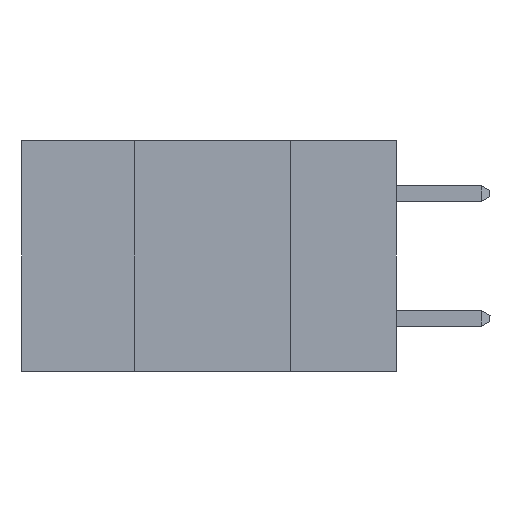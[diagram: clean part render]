
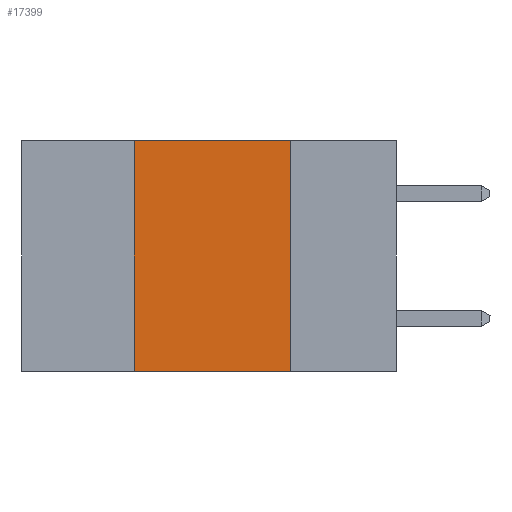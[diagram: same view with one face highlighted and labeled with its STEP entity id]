
A CAD part, left-side view. The second image highlights one B-rep face of the part: STEP entity #17399.
In plain terms, the highlighted planar face has unit normal (-1, 0, 0).
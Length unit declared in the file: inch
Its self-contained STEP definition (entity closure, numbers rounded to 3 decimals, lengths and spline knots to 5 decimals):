
#94 = CARTESIAN_POINT ( 'NONE',  ( 0., 0.42, -0.37 ) ) ;
#517 = DIRECTION ( 'NONE',  ( 0., -1., 0. ) ) ;
#949 = CARTESIAN_POINT ( 'NONE',  ( 0., 0.6, 0. ) ) ;
#1652 = DIRECTION ( 'NONE',  ( 0., 0., 1. ) ) ;
#2527 = VECTOR ( 'NONE', #13281, 39.37008 ) ;
#3073 = EDGE_CURVE ( 'NONE', #3749, #5982, #19100, .T. ) ;
#3749 = VERTEX_POINT ( 'NONE', #7503 ) ;
#4314 = EDGE_CURVE ( 'NONE', #5154, #3749, #22152, .T. ) ;
#4377 = VERTEX_POINT ( 'NONE', #94 ) ;
#5044 = ORIENTED_EDGE ( 'NONE', *, *, #9861, .T. ) ;
#5154 = VERTEX_POINT ( 'NONE', #11063 ) ;
#5982 = VERTEX_POINT ( 'NONE', #11287 ) ;
#6535 = CARTESIAN_POINT ( 'NONE',  ( 0., 0.6, 0. ) ) ;
#6628 = VECTOR ( 'NONE', #1652, 39.37008 ) ;
#7503 = CARTESIAN_POINT ( 'NONE',  ( 0., 0.17, 0. ) ) ;
#9230 = CARTESIAN_POINT ( 'NONE',  ( 0., 0.6, -0.37 ) ) ;
#9861 = EDGE_CURVE ( 'NONE', #4377, #5982, #23175, .T. ) ;
#10202 = ORIENTED_EDGE ( 'NONE', *, *, #4314, .F. ) ;
#10571 = PLANE ( 'NONE',  #19304 ) ;
#11063 = CARTESIAN_POINT ( 'NONE',  ( 0., 0.42, 0. ) ) ;
#11153 = EDGE_LOOP ( 'NONE', ( #18900, #10202, #22211, #5044 ) ) ;
#11287 = CARTESIAN_POINT ( 'NONE',  ( 0., 0.17, -0.37 ) ) ;
#11594 = VECTOR ( 'NONE', #517, 39.37008 ) ;
#12591 = DIRECTION ( 'NONE',  ( 0., 0., -1. ) ) ;
#12594 = LINE ( 'NONE', #15715, #6628 ) ;
#13281 = DIRECTION ( 'NONE',  ( 0., -1., 0. ) ) ;
#14950 = DIRECTION ( 'NONE',  ( 0., 0., -1. ) ) ;
#15063 = CARTESIAN_POINT ( 'NONE',  ( 0., 0.17, -0.37 ) ) ;
#15715 = CARTESIAN_POINT ( 'NONE',  ( 0., 0.42, -0.37 ) ) ;
#17399 = ADVANCED_FACE ( 'NONE', ( #18534 ), #10571, .F. ) ;
#18534 = FACE_OUTER_BOUND ( 'NONE', #11153, .T. ) ;
#18900 = ORIENTED_EDGE ( 'NONE', *, *, #3073, .F. ) ;
#19100 = LINE ( 'NONE', #15063, #23768 ) ;
#19304 = AXIS2_PLACEMENT_3D ( 'NONE', #6535, #24440, #12591 ) ;
#20959 = EDGE_CURVE ( 'NONE', #4377, #5154, #12594, .T. ) ;
#22152 = LINE ( 'NONE', #949, #11594 ) ;
#22211 = ORIENTED_EDGE ( 'NONE', *, *, #20959, .F. ) ;
#23175 = LINE ( 'NONE', #9230, #2527 ) ;
#23768 = VECTOR ( 'NONE', #14950, 39.37008 ) ;
#24440 = DIRECTION ( 'NONE',  ( 1., 0., 0. ) ) ;
